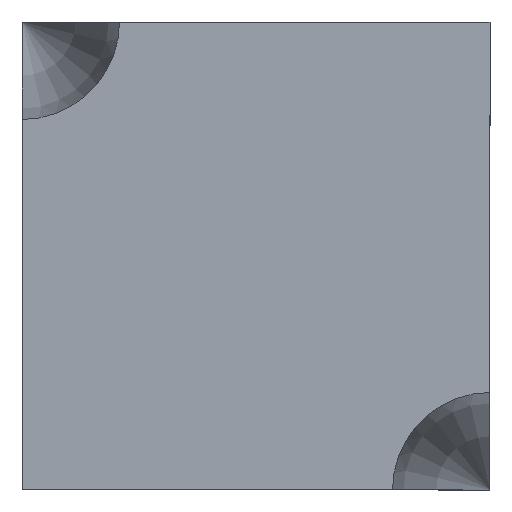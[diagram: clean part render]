
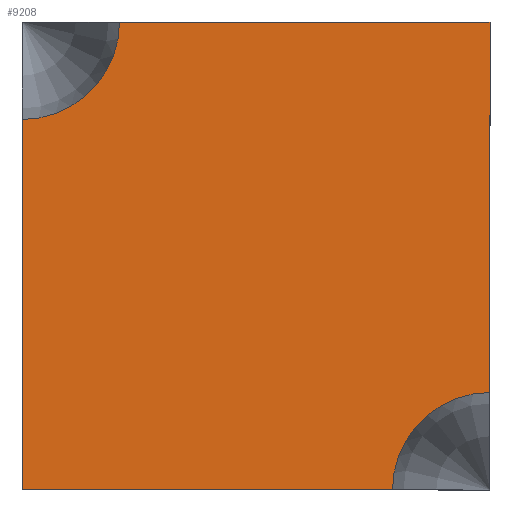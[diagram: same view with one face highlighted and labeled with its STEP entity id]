
A CAD part, front view. The second image highlights one B-rep face of the part: STEP entity #9208.
In plain terms, the highlighted planar face has unit normal (0, -1, 0).
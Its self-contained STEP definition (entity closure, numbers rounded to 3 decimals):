
#917 = DIRECTION ( 'NONE',  ( 0., 0., 1. ) ) ;
#963 = ORIENTED_EDGE ( 'NONE', *, *, #13043, .F. ) ;
#975 = VECTOR ( 'NONE', #2995, 1000. ) ;
#1185 = DIRECTION ( 'NONE',  ( 0., 0., 1. ) ) ;
#1313 = EDGE_CURVE ( 'NONE', #8983, #3861, #12768, .T. ) ;
#1654 = VERTEX_POINT ( 'NONE', #5342 ) ;
#1937 = CIRCLE ( 'NONE', #7113, 2.5 ) ;
#2072 = CARTESIAN_POINT ( 'NONE',  ( -6., -450., -6. ) ) ;
#2095 = ORIENTED_EDGE ( 'NONE', *, *, #1313, .F. ) ;
#2895 = LINE ( 'NONE', #2072, #975 ) ;
#2926 = CARTESIAN_POINT ( 'NONE',  ( 6., -450., -6. ) ) ;
#2995 = DIRECTION ( 'NONE',  ( 0., 0., 1. ) ) ;
#3002 = VERTEX_POINT ( 'NONE', #4230 ) ;
#3102 = DIRECTION ( 'NONE',  ( 0., -1., 0. ) ) ;
#3329 = CARTESIAN_POINT ( 'NONE',  ( 6., -450., -6. ) ) ;
#3861 = VERTEX_POINT ( 'NONE', #11541 ) ;
#3963 = ORIENTED_EDGE ( 'NONE', *, *, #9150, .F. ) ;
#3999 = CARTESIAN_POINT ( 'NONE',  ( -6., -450., -6. ) ) ;
#4230 = CARTESIAN_POINT ( 'NONE',  ( -6., -450., 3.5 ) ) ;
#4248 = EDGE_LOOP ( 'NONE', ( #963, #8808, #2095, #8218, #3963, #7228 ) ) ;
#4912 = CIRCLE ( 'NONE', #6391, 2.5 ) ;
#5342 = CARTESIAN_POINT ( 'NONE',  ( 6., -450., -3.5 ) ) ;
#6391 = AXIS2_PLACEMENT_3D ( 'NONE', #3329, #11086, #1185 ) ;
#7113 = AXIS2_PLACEMENT_3D ( 'NONE', #12089, #3102, #917 ) ;
#7228 = ORIENTED_EDGE ( 'NONE', *, *, #7763, .F. ) ;
#7462 = AXIS2_PLACEMENT_3D ( 'NONE', #9771, #8704, #14298 ) ;
#7763 = EDGE_CURVE ( 'NONE', #13118, #12918, #9534, .T. ) ;
#8218 = ORIENTED_EDGE ( 'NONE', *, *, #12997, .F. ) ;
#8563 = PLANE ( 'NONE',  #7462 ) ;
#8686 = DIRECTION ( 'NONE',  ( 0., 0., -1. ) ) ;
#8704 = DIRECTION ( 'NONE',  ( 0., 1., 0. ) ) ;
#8808 = ORIENTED_EDGE ( 'NONE', *, *, #11138, .F. ) ;
#8983 = VERTEX_POINT ( 'NONE', #9383 ) ;
#9150 = EDGE_CURVE ( 'NONE', #12918, #3002, #2895, .T. ) ;
#9208 = ADVANCED_FACE ( 'NONE', ( #9696 ), #8563, .F. ) ;
#9383 = CARTESIAN_POINT ( 'NONE',  ( -3.5, -450., 6. ) ) ;
#9534 = LINE ( 'NONE', #12978, #10966 ) ;
#9564 = DIRECTION ( 'NONE',  ( -1., 0., 0. ) ) ;
#9696 = FACE_OUTER_BOUND ( 'NONE', #4248, .T. ) ;
#9757 = CARTESIAN_POINT ( 'NONE',  ( -6., -450., 6. ) ) ;
#9771 = CARTESIAN_POINT ( 'NONE',  ( 0., -450., 0. ) ) ;
#10919 = DIRECTION ( 'NONE',  ( 1., 0., 0. ) ) ;
#10966 = VECTOR ( 'NONE', #9564, 1000. ) ;
#11086 = DIRECTION ( 'NONE',  ( 0., -1., 0. ) ) ;
#11138 = EDGE_CURVE ( 'NONE', #3861, #1654, #11577, .T. ) ;
#11218 = VECTOR ( 'NONE', #8686, 1000. ) ;
#11541 = CARTESIAN_POINT ( 'NONE',  ( 6., -450., 6. ) ) ;
#11577 = LINE ( 'NONE', #2926, #11218 ) ;
#12089 = CARTESIAN_POINT ( 'NONE',  ( -6., -450., 6. ) ) ;
#12097 = VECTOR ( 'NONE', #10919, 1000. ) ;
#12768 = LINE ( 'NONE', #9757, #12097 ) ;
#12918 = VERTEX_POINT ( 'NONE', #3999 ) ;
#12978 = CARTESIAN_POINT ( 'NONE',  ( -6., -450., -6. ) ) ;
#12997 = EDGE_CURVE ( 'NONE', #3002, #8983, #1937, .T. ) ;
#13043 = EDGE_CURVE ( 'NONE', #1654, #13118, #4912, .T. ) ;
#13118 = VERTEX_POINT ( 'NONE', #14410 ) ;
#14298 = DIRECTION ( 'NONE',  ( 0., 0., 1. ) ) ;
#14410 = CARTESIAN_POINT ( 'NONE',  ( 3.5, -450., -6. ) ) ;
